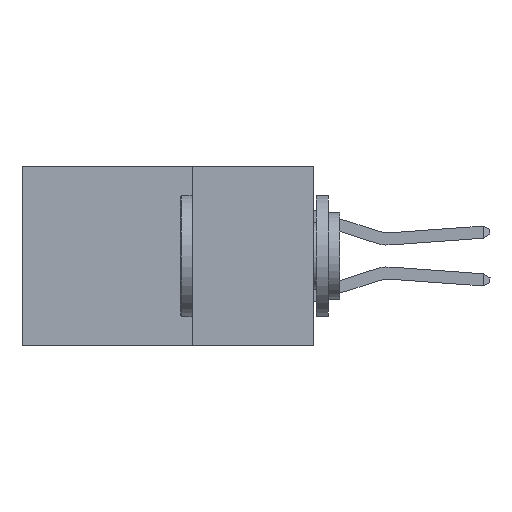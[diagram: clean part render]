
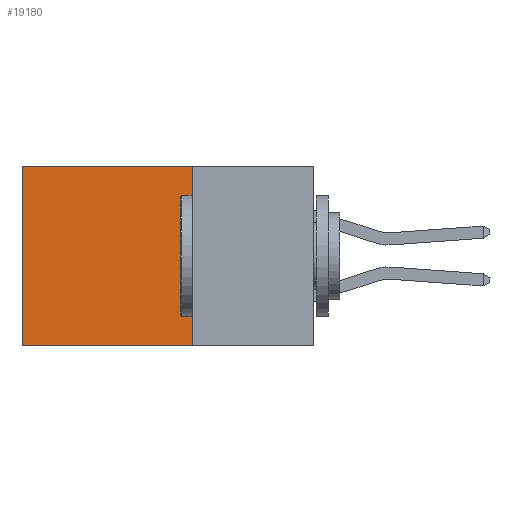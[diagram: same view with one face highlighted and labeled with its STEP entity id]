
A CAD part, left-side view. The second image highlights one B-rep face of the part: STEP entity #19180.
In plain terms, the highlighted planar face has unit normal (-1, 0, 0).
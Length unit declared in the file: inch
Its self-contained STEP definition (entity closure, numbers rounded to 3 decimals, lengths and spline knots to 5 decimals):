
#26 = VECTOR ( 'NONE', #6676, 39.37008 ) ;
#175 = LINE ( 'NONE', #8794, #27700 ) ;
#627 = EDGE_CURVE ( 'NONE', #42710, #30590, #33550, .T. ) ;
#969 = ORIENTED_EDGE ( 'NONE', *, *, #25554, .T. ) ;
#2954 = ORIENTED_EDGE ( 'NONE', *, *, #21829, .T. ) ;
#6001 = VECTOR ( 'NONE', #9990, 39.37008 ) ;
#6676 = DIRECTION ( 'NONE',  ( 0., 1., 0. ) ) ;
#8794 = CARTESIAN_POINT ( 'NONE',  ( 0.2875, 0.25, -0.37 ) ) ;
#9990 = DIRECTION ( 'NONE',  ( 0., 0., -1. ) ) ;
#11555 = VECTOR ( 'NONE', #20796, 39.37008 ) ;
#11903 = FACE_OUTER_BOUND ( 'NONE', #14312, .T. ) ;
#12159 = ORIENTED_EDGE ( 'NONE', *, *, #627, .F. ) ;
#14312 = EDGE_LOOP ( 'NONE', ( #969, #37968, #12159, #2954 ) ) ;
#16495 = DIRECTION ( 'NONE',  ( 1., 0., 0. ) ) ;
#16938 = CARTESIAN_POINT ( 'NONE',  ( 0.2875, 0.25, 0. ) ) ;
#17063 = CARTESIAN_POINT ( 'NONE',  ( 0.2875, 0.25, 0. ) ) ;
#17314 = LINE ( 'NONE', #16938, #26 ) ;
#17355 = CARTESIAN_POINT ( 'NONE',  ( 0.2875, 0.6, 0. ) ) ;
#17616 = EDGE_CURVE ( 'NONE', #30590, #33891, #175, .T. ) ;
#18218 = CARTESIAN_POINT ( 'NONE',  ( 0.2875, 0.6, 0. ) ) ;
#19180 = ADVANCED_FACE ( 'NONE', ( #11903 ), #30246, .F. ) ;
#20796 = DIRECTION ( 'NONE',  ( 0., 0., -1. ) ) ;
#21829 = EDGE_CURVE ( 'NONE', #42710, #31104, #17314, .T. ) ;
#25554 = EDGE_CURVE ( 'NONE', #31104, #33891, #39128, .T. ) ;
#27700 = VECTOR ( 'NONE', #36404, 39.37008 ) ;
#30246 = PLANE ( 'NONE',  #32014 ) ;
#30590 = VERTEX_POINT ( 'NONE', #38293 ) ;
#31104 = VERTEX_POINT ( 'NONE', #18218 ) ;
#32014 = AXIS2_PLACEMENT_3D ( 'NONE', #37206, #16495, #40712 ) ;
#33550 = LINE ( 'NONE', #34123, #6001 ) ;
#33891 = VERTEX_POINT ( 'NONE', #43279 ) ;
#34123 = CARTESIAN_POINT ( 'NONE',  ( 0.2875, 0.25, 0. ) ) ;
#36404 = DIRECTION ( 'NONE',  ( 0., 1., 0. ) ) ;
#37206 = CARTESIAN_POINT ( 'NONE',  ( 0.2875, 0.25, 0. ) ) ;
#37968 = ORIENTED_EDGE ( 'NONE', *, *, #17616, .F. ) ;
#38293 = CARTESIAN_POINT ( 'NONE',  ( 0.2875, 0.25, -0.37 ) ) ;
#39128 = LINE ( 'NONE', #17355, #11555 ) ;
#40712 = DIRECTION ( 'NONE',  ( 0., 0., -1. ) ) ;
#42710 = VERTEX_POINT ( 'NONE', #17063 ) ;
#43279 = CARTESIAN_POINT ( 'NONE',  ( 0.2875, 0.6, -0.37 ) ) ;
